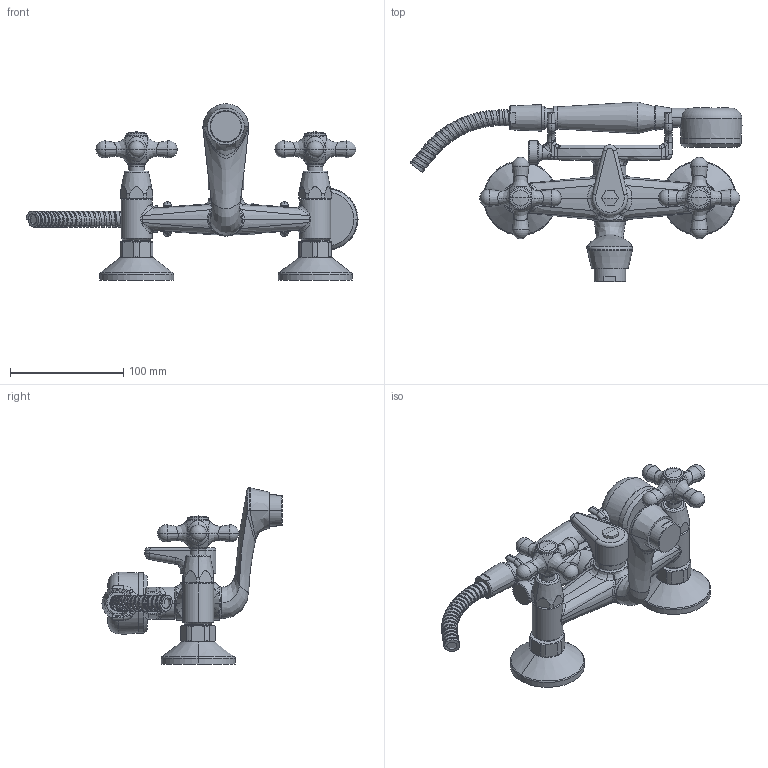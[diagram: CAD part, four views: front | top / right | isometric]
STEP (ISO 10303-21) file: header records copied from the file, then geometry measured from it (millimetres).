
FILE_DESCRIPTION((''),'2;1');
FILE_NAME('IRV024CR','2021-11-10T17:02:55',('ut3'),('PAFFONI SpA'),'CREO PARAMETRIC BY PTC INC, 2020044','CREO PARAMETRIC BY PTC INC, 2020044','');
FILE_SCHEMA(('CONFIG_CONTROL_DESIGN','SHAPE_APPEARANCE_LAYERS_GROUPS'));
Length unit declared in the file: millimetre
Products named in the file (1): IRV024CR
Bounding box: 293.69 x 159.25 x 155.99 mm (x, y, z)
Volume: 616767.6 mm3; surface area: 114051.9 mm2
Topology: 2 solids, 2 shells, 655 faces, 1535 edges, 884 vertices
Faces by surface type: bspline 227, cylinder 142, plane 99, cone 88, torus 78, sphere 21
Entity records: 50469 total; most frequent: CARTESIAN_POINT 32313, ORIENTED_EDGE 3010, DIRECTION 2574, EDGE_CURVE 1505, AXIS2_PLACEMENT_3D 1107, VERTEX_POINT 881, CIRCLE 679, EDGE_LOOP 678
